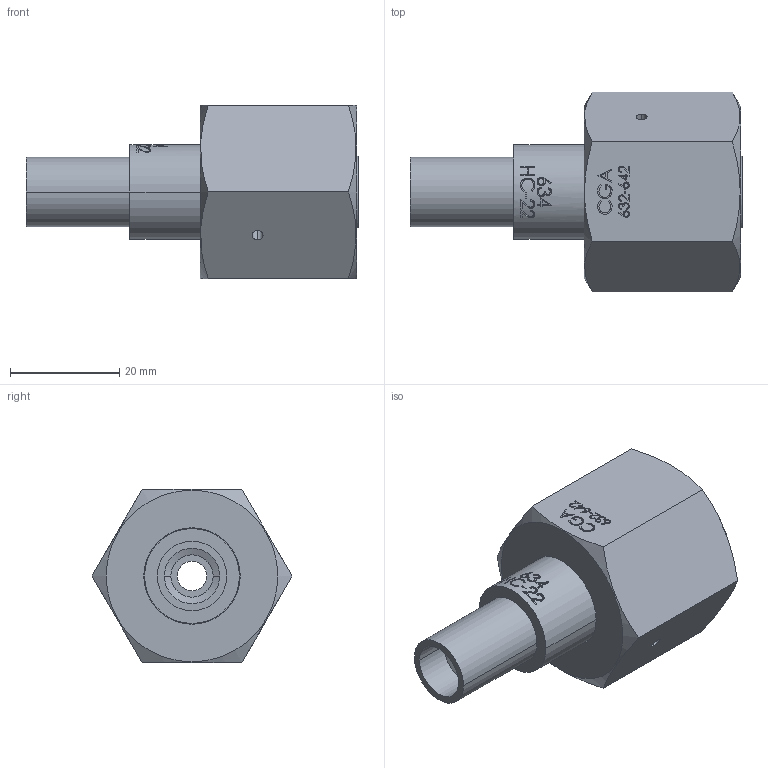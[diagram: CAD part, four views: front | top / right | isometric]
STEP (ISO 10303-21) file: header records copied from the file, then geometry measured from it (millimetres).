
FILE_DESCRIPTION (( 'STEP AP203' ), '1' );
FILE_NAME ('INL-634H-8TS.STEP', '2025-01-10T20:06:02', ( '' ), ( '' ), 'SwSTEP 2.0', 'SolidWorks 2018', '' );
FILE_SCHEMA (( 'CONFIG_CONTROL_DESIGN' ));
Length unit declared in the file: inch
Products named in the file (1): INL-634H-8TS
Bounding box: 60.9 x 36.66 x 31.75 mm (x, y, z)
Volume: 22914.1 mm3; surface area: 13180.2 mm2
Topology: 4 solids, 4 shells, 367 faces, 1112 edges, 787 vertices
Faces by surface type: plane 136, bspline 122, cylinder 67, torus 22, cone 20
Entity records: 26520 total; most frequent: CARTESIAN_POINT 17582, ORIENTED_EDGE 2224, DIRECTION 1245, EDGE_CURVE 1112, VERTEX_POINT 787, B_SPLINE_CURVE_WITH_KNOTS 543, AXIS2_PLACEMENT_3D 430, EDGE_LOOP 411
